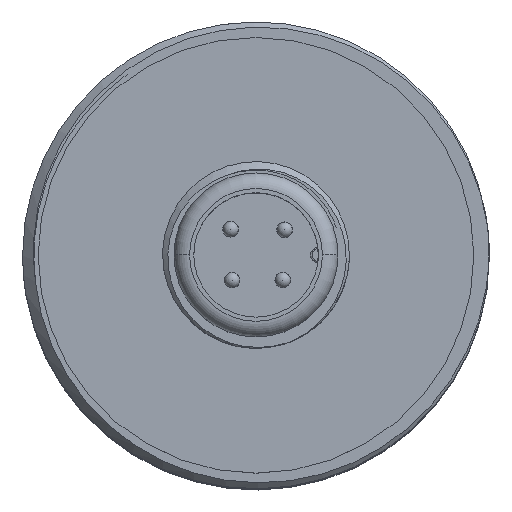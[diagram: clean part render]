
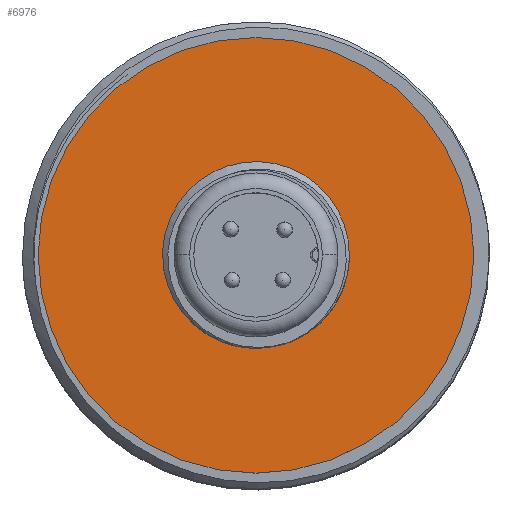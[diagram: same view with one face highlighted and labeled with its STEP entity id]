
A CAD part, top view. The second image highlights one B-rep face of the part: STEP entity #6976.
In plain terms, the highlighted face is planar.
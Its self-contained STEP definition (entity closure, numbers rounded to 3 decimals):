
#29 = DIRECTION ( 'NONE',  ( 0., 0., 1. ) ) ;
#263 = EDGE_LOOP ( 'NONE', ( #11336, #1942 ) ) ;
#778 = CIRCLE ( 'NONE', #13347, 5.45 ) ;
#1073 = CIRCLE ( 'NONE', #9731, 14. ) ;
#1132 = CIRCLE ( 'NONE', #10296, 5.45 ) ;
#1461 = DIRECTION ( 'NONE',  ( 0., 0., 1. ) ) ;
#1777 = VERTEX_POINT ( 'NONE', #12753 ) ;
#1942 = ORIENTED_EDGE ( 'NONE', *, *, #13994, .F. ) ;
#2735 = AXIS2_PLACEMENT_3D ( 'NONE', #3673, #13996, #3601 ) ;
#3084 = EDGE_CURVE ( 'NONE', #1777, #3139, #778, .T. ) ;
#3139 = VERTEX_POINT ( 'NONE', #3850 ) ;
#3601 = DIRECTION ( 'NONE',  ( 1., 0., 0. ) ) ;
#3673 = CARTESIAN_POINT ( 'NONE',  ( 0., 0., 0. ) ) ;
#3788 = EDGE_LOOP ( 'NONE', ( #8987, #7988 ) ) ;
#3850 = CARTESIAN_POINT ( 'NONE',  ( -5.45, 0., 0. ) ) ;
#3960 = AXIS2_PLACEMENT_3D ( 'NONE', #11834, #1461, #9691 ) ;
#4314 = DIRECTION ( 'NONE',  ( 1., 0., 0. ) ) ;
#4609 = DIRECTION ( 'NONE',  ( 0., 0., 1. ) ) ;
#6348 = DIRECTION ( 'NONE',  ( 0., 0., 1. ) ) ;
#6976 = ADVANCED_FACE ( 'NONE', ( #8480, #10686 ), #14185, .F. ) ;
#7414 = DIRECTION ( 'NONE',  ( 1., 0., 0. ) ) ;
#7443 = EDGE_CURVE ( 'NONE', #3139, #1777, #1132, .T. ) ;
#7988 = ORIENTED_EDGE ( 'NONE', *, *, #7443, .T. ) ;
#8039 = VERTEX_POINT ( 'NONE', #14454 ) ;
#8480 = FACE_BOUND ( 'NONE', #3788, .T. ) ;
#8987 = ORIENTED_EDGE ( 'NONE', *, *, #3084, .T. ) ;
#9691 = DIRECTION ( 'NONE',  ( 1., 0., 0. ) ) ;
#9731 = AXIS2_PLACEMENT_3D ( 'NONE', #12649, #4609, #4314 ) ;
#10231 = CARTESIAN_POINT ( 'NONE',  ( 0., 0., 0. ) ) ;
#10296 = AXIS2_PLACEMENT_3D ( 'NONE', #10231, #29, #14844 ) ;
#10435 = CARTESIAN_POINT ( 'NONE',  ( -14., 0., 0. ) ) ;
#10686 = FACE_OUTER_BOUND ( 'NONE', #263, .T. ) ;
#10706 = VERTEX_POINT ( 'NONE', #10435 ) ;
#11133 = CARTESIAN_POINT ( 'NONE',  ( 0., 0., 0. ) ) ;
#11336 = ORIENTED_EDGE ( 'NONE', *, *, #13063, .F. ) ;
#11834 = CARTESIAN_POINT ( 'NONE',  ( 0., 0., 0. ) ) ;
#12649 = CARTESIAN_POINT ( 'NONE',  ( 0., 0., 0. ) ) ;
#12753 = CARTESIAN_POINT ( 'NONE',  ( 5.45, 0., 0. ) ) ;
#13063 = EDGE_CURVE ( 'NONE', #10706, #8039, #1073, .T. ) ;
#13347 = AXIS2_PLACEMENT_3D ( 'NONE', #11133, #6348, #7414 ) ;
#13994 = EDGE_CURVE ( 'NONE', #8039, #10706, #14110, .T. ) ;
#13996 = DIRECTION ( 'NONE',  ( 0., 0., 1. ) ) ;
#14110 = CIRCLE ( 'NONE', #2735, 14. ) ;
#14185 = PLANE ( 'NONE',  #3960 ) ;
#14454 = CARTESIAN_POINT ( 'NONE',  ( 14., 0., 0. ) ) ;
#14844 = DIRECTION ( 'NONE',  ( 1., 0., 0. ) ) ;
